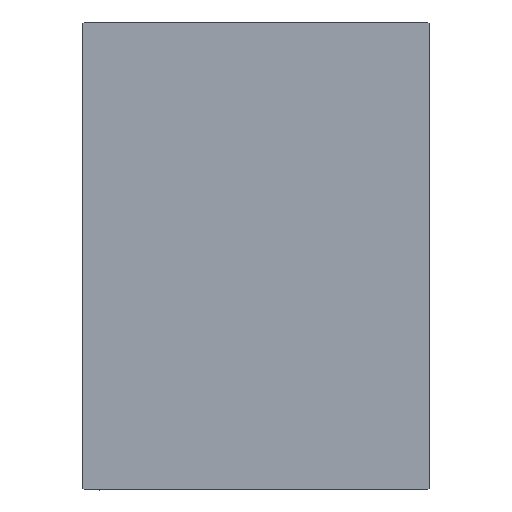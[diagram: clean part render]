
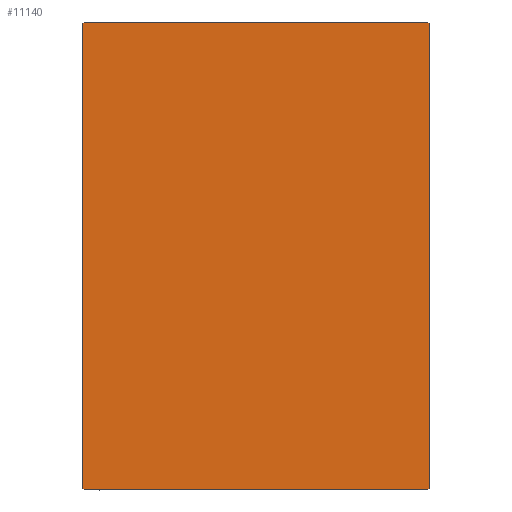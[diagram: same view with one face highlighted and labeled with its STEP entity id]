
A CAD part, left-side view. The second image highlights one B-rep face of the part: STEP entity #11140.
In plain terms, the highlighted face is planar.
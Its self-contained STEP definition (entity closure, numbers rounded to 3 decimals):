
#580 = VERTEX_POINT ( 'NONE', #1853 ) ;
#1062 = LINE ( 'NONE', #31479, #16242 ) ;
#1853 = CARTESIAN_POINT ( 'NONE',  ( 88., 31.5, 42.2 ) ) ;
#3186 = ORIENTED_EDGE ( 'NONE', *, *, #36680, .T. ) ;
#3202 = LINE ( 'NONE', #36700, #14799 ) ;
#3776 = DIRECTION ( 'NONE',  ( 0., -0.707, 0.707 ) ) ;
#4355 = DIRECTION ( 'NONE',  ( 0., 0., -1. ) ) ;
#5226 = LINE ( 'NONE', #18601, #31505 ) ;
#5417 = CARTESIAN_POINT ( 'NONE',  ( 88., 36.85, -36.85 ) ) ;
#6135 = EDGE_CURVE ( 'NONE', #21775, #9785, #3202, .T. ) ;
#7406 = EDGE_LOOP ( 'NONE', ( #9549, #15180, #28196, #24296, #24360, #30022, #3186, #19203 ) ) ;
#7575 = CARTESIAN_POINT ( 'NONE',  ( 88., -31.5, 42.5 ) ) ;
#7817 = DIRECTION ( 'NONE',  ( 0., -1., 0. ) ) ;
#7830 = VERTEX_POINT ( 'NONE', #28064 ) ;
#7871 = CARTESIAN_POINT ( 'NONE',  ( 88., 31.5, -42.2 ) ) ;
#8548 = EDGE_CURVE ( 'NONE', #580, #31312, #33765, .T. ) ;
#8563 = VECTOR ( 'NONE', #27932, 1000. ) ;
#8755 = VECTOR ( 'NONE', #37090, 1000. ) ;
#9549 = ORIENTED_EDGE ( 'NONE', *, *, #6135, .T. ) ;
#9785 = VERTEX_POINT ( 'NONE', #40517 ) ;
#10505 = CARTESIAN_POINT ( 'NONE',  ( 88., 31.2, 42.5 ) ) ;
#11140 = ADVANCED_FACE ( 'NONE', ( #14872 ), #38699, .T. ) ;
#12244 = DIRECTION ( 'NONE',  ( 0., -0.707, -0.707 ) ) ;
#12254 = EDGE_CURVE ( 'NONE', #31312, #24466, #34734, .T. ) ;
#12808 = VERTEX_POINT ( 'NONE', #7871 ) ;
#13845 = CARTESIAN_POINT ( 'NONE',  ( 88., 36.85, 36.85 ) ) ;
#14235 = VECTOR ( 'NONE', #7817, 1000. ) ;
#14432 = DIRECTION ( 'NONE',  ( 0., 0., 1. ) ) ;
#14799 = VECTOR ( 'NONE', #26860, 1000. ) ;
#14872 = FACE_OUTER_BOUND ( 'NONE', #7406, .T. ) ;
#15074 = DIRECTION ( 'NONE',  ( 0., 0.707, 0.707 ) ) ;
#15180 = ORIENTED_EDGE ( 'NONE', *, *, #39378, .T. ) ;
#16242 = VECTOR ( 'NONE', #14432, 1000. ) ;
#18457 = VECTOR ( 'NONE', #15074, 1000. ) ;
#18601 = CARTESIAN_POINT ( 'NONE',  ( 88., -36.85, 36.85 ) ) ;
#19203 = ORIENTED_EDGE ( 'NONE', *, *, #20228, .T. ) ;
#19810 = AXIS2_PLACEMENT_3D ( 'NONE', #25149, #21873, #4355 ) ;
#20228 = EDGE_CURVE ( 'NONE', #40313, #21775, #26598, .T. ) ;
#20254 = CARTESIAN_POINT ( 'NONE',  ( 88., -36.85, -36.85 ) ) ;
#21383 = LINE ( 'NONE', #7575, #8563 ) ;
#21775 = VERTEX_POINT ( 'NONE', #41535 ) ;
#21866 = VECTOR ( 'NONE', #3776, 1000. ) ;
#21873 = DIRECTION ( 'NONE',  ( 1., 0., 0. ) ) ;
#24296 = ORIENTED_EDGE ( 'NONE', *, *, #8548, .T. ) ;
#24360 = ORIENTED_EDGE ( 'NONE', *, *, #12254, .T. ) ;
#24466 = VERTEX_POINT ( 'NONE', #35477 ) ;
#25149 = CARTESIAN_POINT ( 'NONE',  ( 88., 0., 0. ) ) ;
#25571 = LINE ( 'NONE', #5417, #18457 ) ;
#26598 = LINE ( 'NONE', #20254, #8755 ) ;
#26860 = DIRECTION ( 'NONE',  ( 0., 1., 0. ) ) ;
#27932 = DIRECTION ( 'NONE',  ( 0., 0., -1. ) ) ;
#28064 = CARTESIAN_POINT ( 'NONE',  ( 88., -31.5, 42.2 ) ) ;
#28196 = ORIENTED_EDGE ( 'NONE', *, *, #36402, .T. ) ;
#29959 = CARTESIAN_POINT ( 'NONE',  ( 88., -31.5, -42.2 ) ) ;
#30022 = ORIENTED_EDGE ( 'NONE', *, *, #31633, .T. ) ;
#31312 = VERTEX_POINT ( 'NONE', #10505 ) ;
#31479 = CARTESIAN_POINT ( 'NONE',  ( 88., 31.5, -42.5 ) ) ;
#31505 = VECTOR ( 'NONE', #12244, 1000. ) ;
#31633 = EDGE_CURVE ( 'NONE', #24466, #7830, #5226, .T. ) ;
#31879 = CARTESIAN_POINT ( 'NONE',  ( 88., 31.5, 42.5 ) ) ;
#33765 = LINE ( 'NONE', #13845, #21866 ) ;
#34734 = LINE ( 'NONE', #31879, #14235 ) ;
#35477 = CARTESIAN_POINT ( 'NONE',  ( 88., -31.2, 42.5 ) ) ;
#36402 = EDGE_CURVE ( 'NONE', #12808, #580, #1062, .T. ) ;
#36680 = EDGE_CURVE ( 'NONE', #7830, #40313, #21383, .T. ) ;
#36700 = CARTESIAN_POINT ( 'NONE',  ( 88., -31.5, -42.5 ) ) ;
#37090 = DIRECTION ( 'NONE',  ( 0., 0.707, -0.707 ) ) ;
#38699 = PLANE ( 'NONE',  #19810 ) ;
#39378 = EDGE_CURVE ( 'NONE', #9785, #12808, #25571, .T. ) ;
#40313 = VERTEX_POINT ( 'NONE', #29959 ) ;
#40517 = CARTESIAN_POINT ( 'NONE',  ( 88., 31.2, -42.5 ) ) ;
#41535 = CARTESIAN_POINT ( 'NONE',  ( 88., -31.2, -42.5 ) ) ;
